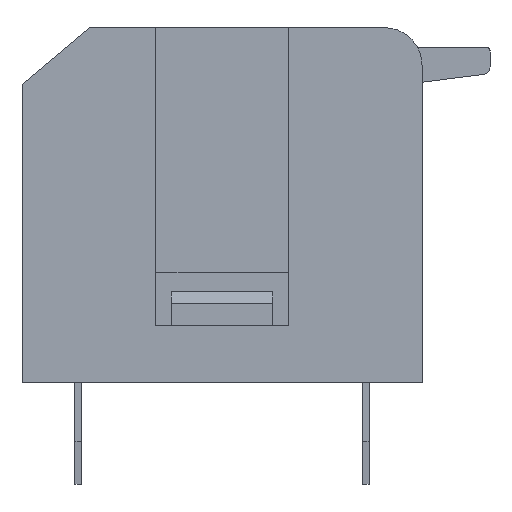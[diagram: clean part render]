
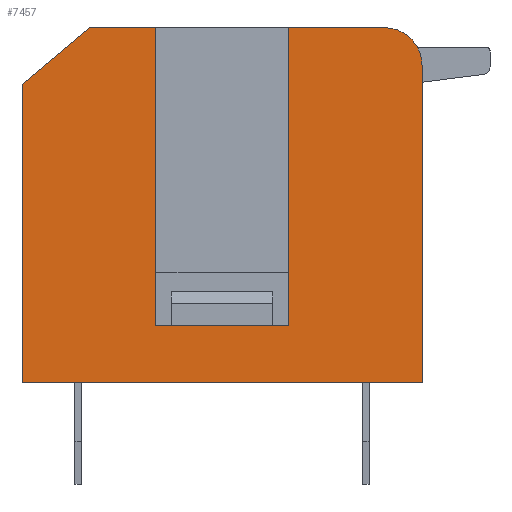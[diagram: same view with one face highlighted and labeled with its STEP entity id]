
A CAD part, front view. The second image highlights one B-rep face of the part: STEP entity #7457.
In plain terms, the highlighted planar face has unit normal (0, -1, 0).
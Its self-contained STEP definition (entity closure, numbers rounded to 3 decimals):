
#541=FACE_OUTER_BOUND('',#910,.T.);
#910=EDGE_LOOP('',(#6319,#6320,#6321,#6322,#6323,#6324,#6325,#6326,#6327,
#6328));
#1040=CIRCLE('',#7907,1.);
#1749=LINE('',#11379,#2596);
#1753=LINE('',#11387,#2600);
#1760=LINE('',#11405,#2607);
#1763=LINE('',#11411,#2610);
#1815=LINE('',#11520,#2662);
#1820=LINE('',#11529,#2667);
#1829=LINE('',#11545,#2676);
#1831=LINE('',#11549,#2678);
#1832=LINE('',#11551,#2679);
#2596=VECTOR('',#9487,10.);
#2600=VECTOR('',#9491,10.);
#2607=VECTOR('',#9510,10.);
#2610=VECTOR('',#9515,10.);
#2662=VECTOR('',#9609,10.);
#2667=VECTOR('',#9616,10.);
#2676=VECTOR('',#9631,10.);
#2678=VECTOR('',#9637,10.);
#2679=VECTOR('',#9640,10.);
#3270=VERTEX_POINT('',#11376);
#3271=VERTEX_POINT('',#11378);
#3274=VERTEX_POINT('',#11384);
#3275=VERTEX_POINT('',#11386);
#3277=VERTEX_POINT('',#11392);
#3280=VERTEX_POINT('',#11404);
#3282=VERTEX_POINT('',#11410);
#3317=VERTEX_POINT('',#11518);
#3318=VERTEX_POINT('',#11519);
#3321=VERTEX_POINT('',#11528);
#4292=EDGE_CURVE('',#3270,#3271,#1749,.T.);
#4296=EDGE_CURVE('',#3274,#3275,#1753,.T.);
#4299=EDGE_CURVE('',#3275,#3277,#1040,.T.);
#4305=EDGE_CURVE('',#3280,#3277,#1760,.T.);
#4308=EDGE_CURVE('',#3282,#3270,#1763,.T.);
#4360=EDGE_CURVE('',#3317,#3318,#1815,.T.);
#4365=EDGE_CURVE('',#3321,#3280,#1820,.T.);
#4374=EDGE_CURVE('',#3274,#3317,#1829,.T.);
#4376=EDGE_CURVE('',#3318,#3271,#1831,.T.);
#4377=EDGE_CURVE('',#3321,#3282,#1832,.T.);
#6319=ORIENTED_EDGE('',*,*,#4299,.F.);
#6320=ORIENTED_EDGE('',*,*,#4296,.F.);
#6321=ORIENTED_EDGE('',*,*,#4374,.T.);
#6322=ORIENTED_EDGE('',*,*,#4360,.T.);
#6323=ORIENTED_EDGE('',*,*,#4376,.T.);
#6324=ORIENTED_EDGE('',*,*,#4292,.F.);
#6325=ORIENTED_EDGE('',*,*,#4308,.F.);
#6326=ORIENTED_EDGE('',*,*,#4377,.F.);
#6327=ORIENTED_EDGE('',*,*,#4365,.T.);
#6328=ORIENTED_EDGE('',*,*,#4305,.T.);
#6769=PLANE('',#7940);
#7457=ADVANCED_FACE('',(#541),#6769,.T.);
#7907=AXIS2_PLACEMENT_3D('',#11393,#9496,#9497);
#7940=AXIS2_PLACEMENT_3D('',#11550,#9638,#9639);
#9487=DIRECTION('',(1.,0.,0.));
#9491=DIRECTION('',(1.,0.,0.));
#9496=DIRECTION('center_axis',(0.,1.,0.));
#9497=DIRECTION('ref_axis',(0.707,0.,0.707));
#9510=DIRECTION('',(0.,0.,1.));
#9515=DIRECTION('',(0.768,0.,0.64));
#9609=DIRECTION('',(-1.,0.,0.));
#9616=DIRECTION('',(1.,0.,0.));
#9631=DIRECTION('',(0.,0.,-1.));
#9637=DIRECTION('',(0.,0.,1.));
#9638=DIRECTION('center_axis',(0.,-1.,0.));
#9639=DIRECTION('ref_axis',(1.,0.,0.));
#9640=DIRECTION('',(0.,0.,1.));
#11376=CARTESIAN_POINT('',(0.31,-2.05,9.4));
#11378=CARTESIAN_POINT('',(2.06,-2.05,9.4));
#11379=CARTESIAN_POINT('',(-1.49,-2.05,9.4));
#11384=CARTESIAN_POINT('',(5.56,-2.05,9.4));
#11386=CARTESIAN_POINT('',(8.11,-2.05,9.4));
#11387=CARTESIAN_POINT('',(-1.49,-2.05,9.4));
#11392=CARTESIAN_POINT('',(9.11,-2.05,8.4));
#11393=CARTESIAN_POINT('Origin',(8.11,-2.05,8.4));
#11404=CARTESIAN_POINT('',(9.11,-2.05,0.));
#11405=CARTESIAN_POINT('',(9.11,-2.05,0.));
#11410=CARTESIAN_POINT('',(-1.49,-2.05,7.9));
#11411=CARTESIAN_POINT('',(-2.983,-2.05,6.656));
#11518=CARTESIAN_POINT('',(5.56,-2.05,1.5));
#11519=CARTESIAN_POINT('',(2.06,-2.05,1.5));
#11520=CARTESIAN_POINT('',(1.16,-2.05,1.5));
#11528=CARTESIAN_POINT('',(-1.49,-2.05,0.));
#11529=CARTESIAN_POINT('',(-1.49,-2.05,0.));
#11545=CARTESIAN_POINT('',(5.56,-2.05,4.7));
#11549=CARTESIAN_POINT('',(2.06,-2.05,4.7));
#11550=CARTESIAN_POINT('Origin',(-1.49,-2.05,0.));
#11551=CARTESIAN_POINT('',(-1.49,-2.05,0.));
